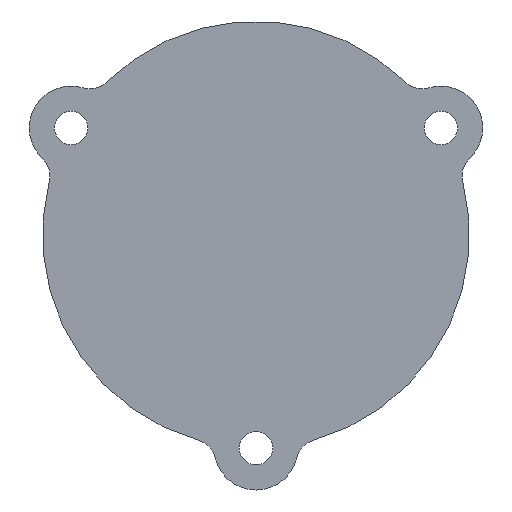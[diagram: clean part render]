
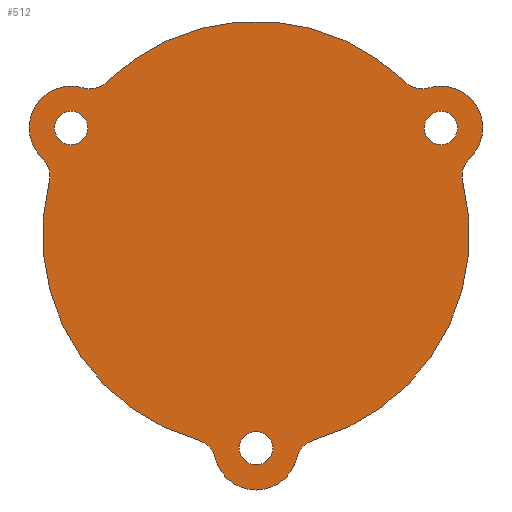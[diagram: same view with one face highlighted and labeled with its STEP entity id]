
A CAD part, front view. The second image highlights one B-rep face of the part: STEP entity #512.
In plain terms, the highlighted planar face has unit normal (0, -1, 0).
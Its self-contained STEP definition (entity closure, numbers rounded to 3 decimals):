
#19=FACE_BOUND('',#107,.T.);
#20=FACE_BOUND('',#108,.T.);
#21=FACE_BOUND('',#109,.T.);
#24=PLANE('',#610);
#71=FACE_OUTER_BOUND('',#106,.T.);
#106=EDGE_LOOP('',(#455,#456,#457,#458,#459,#460,#461,#462,#463,#464,#465,
#466));
#107=EDGE_LOOP('',(#467));
#108=EDGE_LOOP('',(#468));
#109=EDGE_LOOP('',(#469));
#134=CIRCLE('',#573,2.);
#135=CIRCLE('',#575,17.85);
#136=CIRCLE('',#577,2.);
#137=CIRCLE('',#579,3.5);
#138=CIRCLE('',#581,2.);
#139=CIRCLE('',#583,17.85);
#145=CIRCLE('',#593,2.);
#146=CIRCLE('',#595,3.5);
#147=CIRCLE('',#597,2.);
#148=CIRCLE('',#599,17.85);
#149=CIRCLE('',#601,2.);
#150=CIRCLE('',#603,3.5);
#151=CIRCLE('',#605,1.4);
#152=CIRCLE('',#607,1.4);
#153=CIRCLE('',#609,1.4);
#234=VERTEX_POINT('',#865);
#235=VERTEX_POINT('',#867);
#236=VERTEX_POINT('',#871);
#237=VERTEX_POINT('',#875);
#238=VERTEX_POINT('',#879);
#239=VERTEX_POINT('',#883);
#240=VERTEX_POINT('',#887);
#246=VERTEX_POINT('',#905);
#247=VERTEX_POINT('',#909);
#248=VERTEX_POINT('',#913);
#249=VERTEX_POINT('',#917);
#250=VERTEX_POINT('',#921);
#251=VERTEX_POINT('',#927);
#252=VERTEX_POINT('',#931);
#253=VERTEX_POINT('',#935);
#291=EDGE_CURVE('',#234,#235,#134,.T.);
#294=EDGE_CURVE('',#234,#236,#135,.T.);
#296=EDGE_CURVE('',#237,#236,#136,.T.);
#298=EDGE_CURVE('',#237,#238,#137,.T.);
#300=EDGE_CURVE('',#239,#238,#138,.T.);
#302=EDGE_CURVE('',#239,#240,#139,.T.);
#310=EDGE_CURVE('',#246,#240,#145,.T.);
#312=EDGE_CURVE('',#246,#247,#146,.T.);
#314=EDGE_CURVE('',#248,#247,#147,.T.);
#316=EDGE_CURVE('',#248,#249,#148,.T.);
#318=EDGE_CURVE('',#250,#249,#149,.T.);
#319=EDGE_CURVE('',#250,#235,#150,.T.);
#320=EDGE_CURVE('',#251,#251,#151,.T.);
#322=EDGE_CURVE('',#252,#252,#152,.T.);
#324=EDGE_CURVE('',#253,#253,#153,.T.);
#455=ORIENTED_EDGE('',*,*,#302,.T.);
#456=ORIENTED_EDGE('',*,*,#310,.F.);
#457=ORIENTED_EDGE('',*,*,#312,.T.);
#458=ORIENTED_EDGE('',*,*,#314,.F.);
#459=ORIENTED_EDGE('',*,*,#316,.T.);
#460=ORIENTED_EDGE('',*,*,#318,.F.);
#461=ORIENTED_EDGE('',*,*,#319,.T.);
#462=ORIENTED_EDGE('',*,*,#291,.F.);
#463=ORIENTED_EDGE('',*,*,#294,.T.);
#464=ORIENTED_EDGE('',*,*,#296,.F.);
#465=ORIENTED_EDGE('',*,*,#298,.T.);
#466=ORIENTED_EDGE('',*,*,#300,.F.);
#467=ORIENTED_EDGE('',*,*,#324,.T.);
#468=ORIENTED_EDGE('',*,*,#322,.T.);
#469=ORIENTED_EDGE('',*,*,#320,.T.);
#512=ADVANCED_FACE('',(#71,#19,#20,#21),#24,.F.);
#573=AXIS2_PLACEMENT_3D('',#868,#700,#701);
#575=AXIS2_PLACEMENT_3D('',#873,#706,#707);
#577=AXIS2_PLACEMENT_3D('',#877,#711,#712);
#579=AXIS2_PLACEMENT_3D('',#881,#716,#717);
#581=AXIS2_PLACEMENT_3D('',#885,#721,#722);
#583=AXIS2_PLACEMENT_3D('',#889,#726,#727);
#593=AXIS2_PLACEMENT_3D('',#907,#748,#749);
#595=AXIS2_PLACEMENT_3D('',#911,#753,#754);
#597=AXIS2_PLACEMENT_3D('',#915,#758,#759);
#599=AXIS2_PLACEMENT_3D('',#919,#763,#764);
#601=AXIS2_PLACEMENT_3D('',#923,#768,#769);
#603=AXIS2_PLACEMENT_3D('',#925,#772,#773);
#605=AXIS2_PLACEMENT_3D('',#928,#776,#777);
#607=AXIS2_PLACEMENT_3D('',#932,#781,#782);
#609=AXIS2_PLACEMENT_3D('',#936,#786,#787);
#610=AXIS2_PLACEMENT_3D('',#938,#789,#790);
#700=DIRECTION('center_axis',(0.,-1.,0.));
#701=DIRECTION('ref_axis',(-0.239,0.,-0.971));
#706=DIRECTION('center_axis',(0.,-1.,0.));
#707=DIRECTION('ref_axis',(-1.,0.,0.));
#711=DIRECTION('center_axis',(0.,-1.,0.));
#712=DIRECTION('ref_axis',(0.239,0.,-0.971));
#716=DIRECTION('center_axis',(0.,-1.,0.));
#717=DIRECTION('ref_axis',(-1.,0.,0.));
#721=DIRECTION('center_axis',(0.,-1.,0.));
#722=DIRECTION('ref_axis',(0.96,0.,0.279));
#726=DIRECTION('center_axis',(0.,-1.,0.));
#727=DIRECTION('ref_axis',(-1.,0.,0.));
#748=DIRECTION('center_axis',(0.,-1.,0.));
#749=DIRECTION('ref_axis',(0.721,0.,0.692));
#753=DIRECTION('center_axis',(0.,-1.,0.));
#754=DIRECTION('ref_axis',(-1.,0.,0.));
#758=DIRECTION('center_axis',(0.,-1.,0.));
#759=DIRECTION('ref_axis',(-0.721,0.,0.692));
#763=DIRECTION('center_axis',(0.,-1.,0.));
#764=DIRECTION('ref_axis',(-1.,0.,0.));
#768=DIRECTION('center_axis',(0.,-1.,0.));
#769=DIRECTION('ref_axis',(-0.96,0.,0.279));
#772=DIRECTION('center_axis',(0.,-1.,0.));
#773=DIRECTION('ref_axis',(-1.,0.,0.));
#776=DIRECTION('center_axis',(0.,1.,0.));
#777=DIRECTION('ref_axis',(1.,0.,0.));
#781=DIRECTION('center_axis',(0.,1.,0.));
#782=DIRECTION('ref_axis',(1.,0.,0.));
#786=DIRECTION('center_axis',(0.,1.,0.));
#787=DIRECTION('ref_axis',(1.,0.,0.));
#789=DIRECTION('center_axis',(0.,1.,0.));
#790=DIRECTION('ref_axis',(0.,0.,1.));
#865=CARTESIAN_POINT('',(12.479,-3.,12.763));
#867=CARTESIAN_POINT('',(14.452,-3.,12.277));
#868=CARTESIAN_POINT('Origin',(13.878,-3.,14.193));
#871=CARTESIAN_POINT('',(-12.479,-3.,12.763));
#873=CARTESIAN_POINT('Origin',(0.,-3.,0.));
#875=CARTESIAN_POINT('',(-14.452,-3.,12.277));
#877=CARTESIAN_POINT('Origin',(-13.878,-3.,14.193));
#879=CARTESIAN_POINT('',(-17.859,-3.,6.378));
#881=CARTESIAN_POINT('Origin',(-15.459,-3.,8.925));
#883=CARTESIAN_POINT('',(-17.293,-3.,4.426));
#885=CARTESIAN_POINT('Origin',(-19.23,-3.,4.922));
#887=CARTESIAN_POINT('',(-4.813,-3.,-17.189));
#889=CARTESIAN_POINT('Origin',(0.,-3.,0.));
#905=CARTESIAN_POINT('',(-3.406,-3.,-18.655));
#907=CARTESIAN_POINT('Origin',(-5.353,-3.,-19.115));
#909=CARTESIAN_POINT('',(3.406,-3.,-18.655));
#911=CARTESIAN_POINT('Origin',(0.,-3.,-17.85));
#913=CARTESIAN_POINT('',(4.813,-3.,-17.189));
#915=CARTESIAN_POINT('Origin',(5.353,-3.,-19.115));
#917=CARTESIAN_POINT('',(17.293,-3.,4.426));
#919=CARTESIAN_POINT('Origin',(0.,-3.,0.));
#921=CARTESIAN_POINT('',(17.859,-3.,6.378));
#923=CARTESIAN_POINT('Origin',(19.23,-3.,4.922));
#925=CARTESIAN_POINT('Origin',(15.459,-3.,8.925));
#927=CARTESIAN_POINT('',(-16.859,-3.,8.925));
#928=CARTESIAN_POINT('Origin',(-15.459,-3.,8.925));
#931=CARTESIAN_POINT('',(14.059,-3.,8.925));
#932=CARTESIAN_POINT('Origin',(15.459,-3.,8.925));
#935=CARTESIAN_POINT('',(-1.4,-3.,-17.85));
#936=CARTESIAN_POINT('Origin',(0.,-3.,-17.85));
#938=CARTESIAN_POINT('Origin',(0.,-3.,-1.75));
